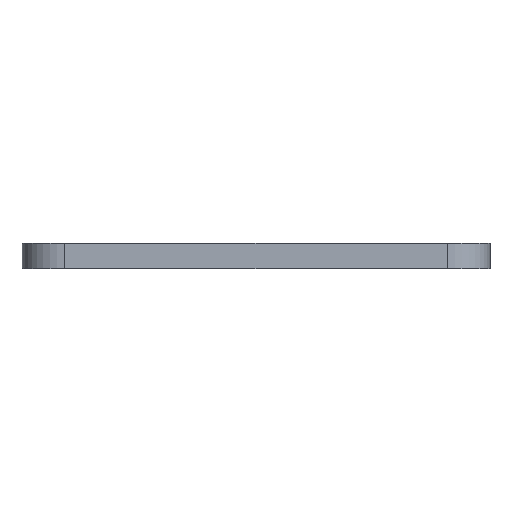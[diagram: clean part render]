
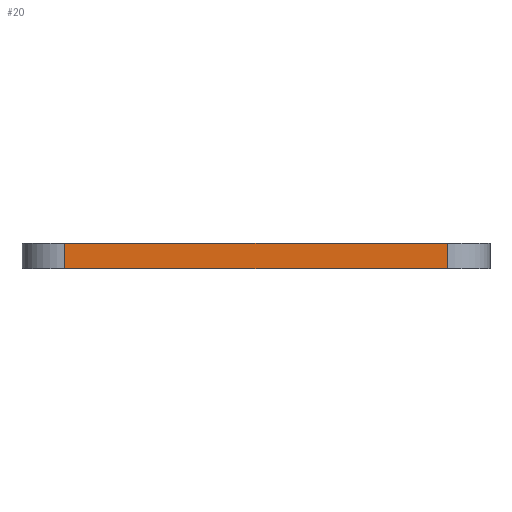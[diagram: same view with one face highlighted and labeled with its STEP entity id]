
A CAD part, front view. The second image highlights one B-rep face of the part: STEP entity #20.
In plain terms, the highlighted planar face has unit normal (0, -1, 0).
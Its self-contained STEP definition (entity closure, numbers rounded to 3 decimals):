
#20 = ADVANCED_FACE ( 'NONE', ( #341 ), #160, .F. ) ;
#37 = DIRECTION ( 'NONE',  ( 0., 1., 0. ) ) ;
#42 = DIRECTION ( 'NONE',  ( 0., 0., -1. ) ) ;
#45 = LINE ( 'NONE', #166, #347 ) ;
#46 = CARTESIAN_POINT ( 'NONE',  ( 24.263, -31.251, 0. ) ) ;
#57 = EDGE_CURVE ( 'NONE', #90, #663, #524, .T. ) ;
#76 = EDGE_CURVE ( 'NONE', #718, #107, #45, .T. ) ;
#90 = VERTEX_POINT ( 'NONE', #611 ) ;
#107 = VERTEX_POINT ( 'NONE', #367 ) ;
#108 = CARTESIAN_POINT ( 'NONE',  ( -25.737, -31.251, 0. ) ) ;
#160 = PLANE ( 'NONE',  #453 ) ;
#166 = CARTESIAN_POINT ( 'NONE',  ( -25.737, -31.251, 3. ) ) ;
#250 = VECTOR ( 'NONE', #42, 1000. ) ;
#290 = EDGE_LOOP ( 'NONE', ( #339, #351, #704, #464 ) ) ;
#339 = ORIENTED_EDGE ( 'NONE', *, *, #57, .T. ) ;
#341 = FACE_OUTER_BOUND ( 'NONE', #290, .T. ) ;
#342 = LINE ( 'NONE', #583, #521 ) ;
#347 = VECTOR ( 'NONE', #352, 1000. ) ;
#351 = ORIENTED_EDGE ( 'NONE', *, *, #626, .T. ) ;
#352 = DIRECTION ( 'NONE',  ( 1., 0., 0. ) ) ;
#367 = CARTESIAN_POINT ( 'NONE',  ( 24.263, -31.251, 3. ) ) ;
#402 = CARTESIAN_POINT ( 'NONE',  ( -25.737, -31.251, 3. ) ) ;
#453 = AXIS2_PLACEMENT_3D ( 'NONE', #402, #37, #636 ) ;
#464 = ORIENTED_EDGE ( 'NONE', *, *, #639, .T. ) ;
#467 = CARTESIAN_POINT ( 'NONE',  ( -20.737, -31.251, 3. ) ) ;
#521 = VECTOR ( 'NONE', #643, 1000. ) ;
#524 = LINE ( 'NONE', #108, #657 ) ;
#573 = LINE ( 'NONE', #769, #250 ) ;
#583 = CARTESIAN_POINT ( 'NONE',  ( 24.263, -31.251, 3. ) ) ;
#611 = CARTESIAN_POINT ( 'NONE',  ( -20.737, -31.251, 0. ) ) ;
#626 = EDGE_CURVE ( 'NONE', #663, #107, #342, .T. ) ;
#636 = DIRECTION ( 'NONE',  ( 0., 0., 1. ) ) ;
#639 = EDGE_CURVE ( 'NONE', #718, #90, #573, .T. ) ;
#642 = DIRECTION ( 'NONE',  ( 1., 0., 0. ) ) ;
#643 = DIRECTION ( 'NONE',  ( 0., 0., 1. ) ) ;
#657 = VECTOR ( 'NONE', #642, 1000. ) ;
#663 = VERTEX_POINT ( 'NONE', #46 ) ;
#704 = ORIENTED_EDGE ( 'NONE', *, *, #76, .F. ) ;
#718 = VERTEX_POINT ( 'NONE', #467 ) ;
#769 = CARTESIAN_POINT ( 'NONE',  ( -20.737, -31.251, 3. ) ) ;
